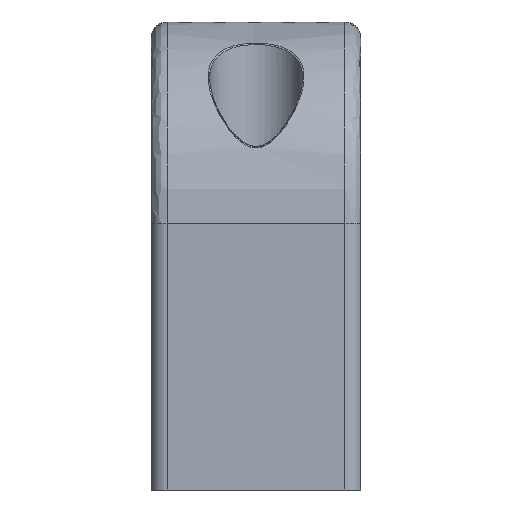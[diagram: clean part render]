
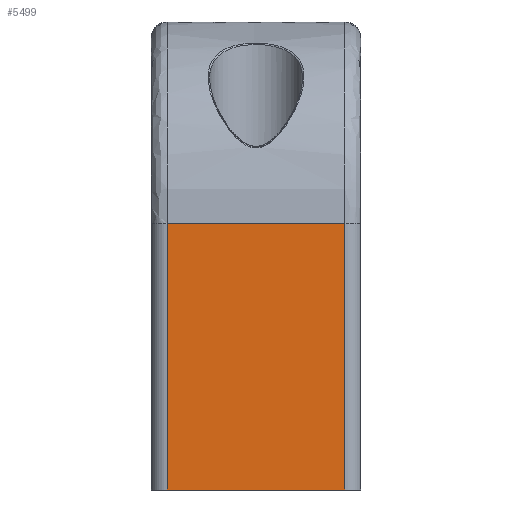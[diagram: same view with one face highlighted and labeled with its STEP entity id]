
A CAD part, front view. The second image highlights one B-rep face of the part: STEP entity #5499.
In plain terms, the highlighted planar face has unit normal (0, 1, 0).
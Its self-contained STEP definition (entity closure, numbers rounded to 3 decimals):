
#112 = PLANE ( 'NONE',  #4902 ) ;
#194 = EDGE_CURVE ( 'NONE', #11575, #2752, #10281, .T. ) ;
#202 = VECTOR ( 'NONE', #10083, 1000. ) ;
#366 = VERTEX_POINT ( 'NONE', #6319 ) ;
#539 = VERTEX_POINT ( 'NONE', #841 ) ;
#622 = ORIENTED_EDGE ( 'NONE', *, *, #12168, .T. ) ;
#841 = CARTESIAN_POINT ( 'NONE',  ( 11., -97.5, -25. ) ) ;
#1685 = ORIENTED_EDGE ( 'NONE', *, *, #9013, .T. ) ;
#2468 = CARTESIAN_POINT ( 'NONE',  ( 13., -97.5, -25. ) ) ;
#2520 = DIRECTION ( 'NONE',  ( 0., 1., 0. ) ) ;
#2529 = CARTESIAN_POINT ( 'NONE',  ( 13., -97.5, -58. ) ) ;
#2752 = VERTEX_POINT ( 'NONE', #10710 ) ;
#3355 = ORIENTED_EDGE ( 'NONE', *, *, #7876, .T. ) ;
#4220 = VECTOR ( 'NONE', #4910, 1000. ) ;
#4545 = LINE ( 'NONE', #11346, #4220 ) ;
#4902 = AXIS2_PLACEMENT_3D ( 'NONE', #2468, #2520, #10989 ) ;
#4910 = DIRECTION ( 'NONE',  ( 0., 0., 1. ) ) ;
#4946 = CARTESIAN_POINT ( 'NONE',  ( -11., -97.5, -58. ) ) ;
#5499 = ADVANCED_FACE ( 'NONE', ( #12144 ), #112, .T. ) ;
#6319 = CARTESIAN_POINT ( 'NONE',  ( -11., -97.5, -25. ) ) ;
#6375 = EDGE_LOOP ( 'NONE', ( #622, #3355, #1685, #13186 ) ) ;
#6860 = LINE ( 'NONE', #11161, #202 ) ;
#7876 = EDGE_CURVE ( 'NONE', #366, #539, #12585, .T. ) ;
#8411 = VECTOR ( 'NONE', #13393, 1000. ) ;
#8441 = DIRECTION ( 'NONE',  ( 1., 0., 0. ) ) ;
#9013 = EDGE_CURVE ( 'NONE', #539, #2752, #6860, .T. ) ;
#10083 = DIRECTION ( 'NONE',  ( 0., 0., -1. ) ) ;
#10281 = LINE ( 'NONE', #2529, #10626 ) ;
#10626 = VECTOR ( 'NONE', #8441, 1000. ) ;
#10710 = CARTESIAN_POINT ( 'NONE',  ( 11., -97.5, -58. ) ) ;
#10989 = DIRECTION ( 'NONE',  ( 0., 0., 1. ) ) ;
#11161 = CARTESIAN_POINT ( 'NONE',  ( 11., -97.5, -25. ) ) ;
#11250 = CARTESIAN_POINT ( 'NONE',  ( 13., -97.5, -25. ) ) ;
#11346 = CARTESIAN_POINT ( 'NONE',  ( -11., -97.5, -25. ) ) ;
#11575 = VERTEX_POINT ( 'NONE', #4946 ) ;
#12144 = FACE_OUTER_BOUND ( 'NONE', #6375, .T. ) ;
#12168 = EDGE_CURVE ( 'NONE', #11575, #366, #4545, .T. ) ;
#12585 = LINE ( 'NONE', #11250, #8411 ) ;
#13186 = ORIENTED_EDGE ( 'NONE', *, *, #194, .F. ) ;
#13393 = DIRECTION ( 'NONE',  ( 1., 0., 0. ) ) ;
